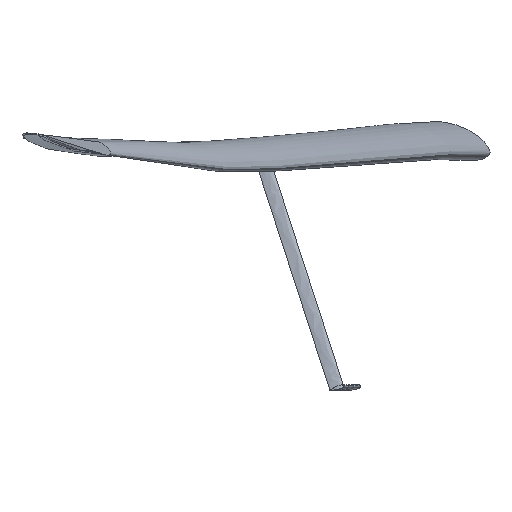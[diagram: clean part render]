
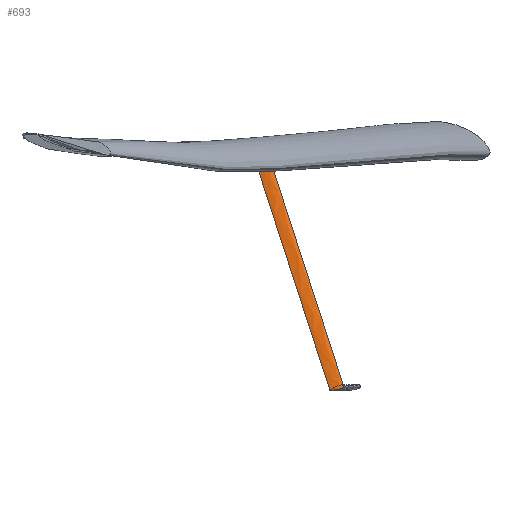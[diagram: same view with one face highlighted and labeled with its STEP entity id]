
A CAD part, left-side view. The second image highlights one B-rep face of the part: STEP entity #693.
In plain terms, the highlighted free-form (B-spline) face has degree [3, 1] with [6, 2] control points.
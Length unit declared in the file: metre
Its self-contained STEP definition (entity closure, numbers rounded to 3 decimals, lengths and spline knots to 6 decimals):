
#40=LINE('',#18741,#58);
#41=LINE('',#18771,#59);
#58=VECTOR('',#769,1.);
#59=VECTOR('',#770,1.);
#192=ORIENTED_EDGE('',*,*,#345,.F.);
#193=ORIENTED_EDGE('',*,*,#346,.T.);
#194=ORIENTED_EDGE('',*,*,#347,.T.);
#195=ORIENTED_EDGE('',*,*,#348,.F.);
#345=EDGE_CURVE('',#426,#427,#505,.T.);
#346=EDGE_CURVE('',#426,#428,#40,.T.);
#347=EDGE_CURVE('',#428,#429,#506,.T.);
#348=EDGE_CURVE('',#427,#429,#41,.T.);
#426=VERTEX_POINT('',#18739);
#427=VERTEX_POINT('',#18740);
#428=VERTEX_POINT('',#18742);
#429=VERTEX_POINT('',#18770);
#505=B_SPLINE_CURVE_WITH_KNOTS('',3,(#18712,#18713,#18714,#18715,#18716,
#18717,#18718,#18719,#18720,#18721,#18722,#18723,#18724,#18725,#18726,#18727,
#18728,#18729,#18730,#18731,#18732,#18733,#18734,#18735,#18736,#18737,#18738),
 .UNSPECIFIED.,.F.,.F.,(4,1,1,1,1,1,1,1,1,1,1,1,1,1,1,1,1,1,1,1,1,1,1,1,
4),(0.,0.001842,0.003684,0.007369,
0.011053,0.014738,0.022107,0.029476,
0.036845,0.044214,0.051583,0.058952,
0.066321,0.070005,0.07369,0.077374,
0.081059,0.084743,0.088428,0.092112,
0.095797,0.099481,0.103166,0.110535,
0.117904),.UNSPECIFIED.);
#506=B_SPLINE_CURVE_WITH_KNOTS('',3,(#18743,#18744,#18745,#18746,#18747,
#18748,#18749,#18750,#18751,#18752,#18753,#18754,#18755,#18756,#18757,#18758,
#18759,#18760,#18761,#18762,#18763,#18764,#18765,#18766,#18767,#18768,#18769),
 .UNSPECIFIED.,.F.,.F.,(4,1,1,1,1,1,1,1,1,1,1,1,1,1,1,1,1,1,1,1,1,1,1,1,
4),(0.,0.001677,0.003354,0.006708,0.010063,
0.013417,0.016771,0.020125,0.026834,
0.033542,0.040251,0.046959,0.053668,
0.060376,0.067084,0.073793,0.077147,
0.080501,0.083856,0.08721,0.090564,
0.093918,0.097272,0.100627,0.107335),
 .UNSPECIFIED.);
#555=EDGE_LOOP('',(#192,#193,#194,#195));
#605=FACE_BOUND('',#555,.T.);
#651=B_SPLINE_SURFACE_WITH_KNOTS('',3,1,((#18700,#18701),(#18702,#18703),
(#18704,#18705),(#18706,#18707),(#18708,#18709),(#18710,#18711)),
 .SURF_OF_LINEAR_EXTRUSION.,.F.,.F.,.F.,(4,1,1,4),(2,2),(0.,0.239065,
0.665873,1.),(0.000628,1.),.UNSPECIFIED.);
#693=ADVANCED_FACE('',(#605),#651,.T.);
#769=DIRECTION('',(-0.394,-0.284,-0.874));
#770=DIRECTION('',(-0.394,-0.284,-0.874));
#18700=CARTESIAN_POINT('',(0.014737,1.422565,0.045008));
#18701=CARTESIAN_POINT('',(-0.6824,0.920757,-1.499401));
#18702=CARTESIAN_POINT('',(0.010202,1.423167,0.046859));
#18703=CARTESIAN_POINT('',(-0.686934,0.921358,-1.49755));
#18704=CARTESIAN_POINT('',(0.000978,1.437108,0.046493));
#18705=CARTESIAN_POINT('',(-0.696159,0.935299,-1.497915));
#18706=CARTESIAN_POINT('',(0.007745,1.477208,0.030409));
#18707=CARTESIAN_POINT('',(-0.689392,0.9754,-1.513999));
#18708=CARTESIAN_POINT('',(0.01219,1.508498,0.018236));
#18709=CARTESIAN_POINT('',(-0.684947,1.00669,-1.526172));
#18710=CARTESIAN_POINT('',(0.014737,1.508161,0.017196));
#18711=CARTESIAN_POINT('',(-0.6824,1.006352,-1.527212));
#18712=CARTESIAN_POINT('',(0.,1.497553,-0.015451));
#18713=CARTESIAN_POINT('',(0.,1.497745,-0.01486));
#18714=CARTESIAN_POINT('',(0.,1.497897,-0.013621));
#18715=CARTESIAN_POINT('',(0.,1.49742,-0.011189));
#18716=CARTESIAN_POINT('',(0.,1.49596,-0.008465));
#18717=CARTESIAN_POINT('',(0.,1.493709,-0.005566));
#18718=CARTESIAN_POINT('',(0.,1.490401,-0.00203));
#18719=CARTESIAN_POINT('',(0.,1.485912,0.002068));
#18720=CARTESIAN_POINT('',(0.,1.480322,0.006761));
#18721=CARTESIAN_POINT('',(0.,1.474681,0.011385));
#18722=CARTESIAN_POINT('',(0.,1.469074,0.016054));
#18723=CARTESIAN_POINT('',(0.,1.463405,0.020646));
#18724=CARTESIAN_POINT('',(0.,1.457572,0.025037));
#18725=CARTESIAN_POINT('',(0.,1.452491,0.028364));
#18726=CARTESIAN_POINT('',(0.,1.448195,0.030674));
#18727=CARTESIAN_POINT('',(0.,1.444879,0.032141));
#18728=CARTESIAN_POINT('',(0.,1.441431,0.033277));
#18729=CARTESIAN_POINT('',(0.,1.437806,0.033962));
#18730=CARTESIAN_POINT('',(0.,1.434164,0.034045));
#18731=CARTESIAN_POINT('',(0.,1.430522,0.03342));
#18732=CARTESIAN_POINT('',(0.,1.427123,0.032114));
#18733=CARTESIAN_POINT('',(0.,1.423964,0.03022));
#18734=CARTESIAN_POINT('',(0.,1.421171,0.027906));
#18735=CARTESIAN_POINT('',(0.,1.41784,0.0243));
#18736=CARTESIAN_POINT('',(0.,1.414579,0.019226));
#18737=CARTESIAN_POINT('',(0.,1.412712,0.014683));
#18738=CARTESIAN_POINT('',(0.,1.411958,0.012361));
#18739=CARTESIAN_POINT('',(0.,1.497553,-0.015451));
#18740=CARTESIAN_POINT('',(0.,1.411958,0.012361));
#18741=CARTESIAN_POINT('',(0.015175,1.508476,0.018166));
#18742=CARTESIAN_POINT('',(-0.6725,1.013478,-1.505281));
#18743=CARTESIAN_POINT('',(-0.6725,1.013478,-1.505281));
#18744=CARTESIAN_POINT('',(-0.672972,1.013382,-1.505577));
#18745=CARTESIAN_POINT('',(-0.673877,1.012821,-1.506022));
#18746=CARTESIAN_POINT('',(-0.675245,1.01107,-1.5064));
#18747=CARTESIAN_POINT('',(-0.676466,1.008569,-1.506434));
#18748=CARTESIAN_POINT('',(-0.677627,1.005482,-1.506235));
#18749=CARTESIAN_POINT('',(-0.678625,1.002329,-1.505902));
#18750=CARTESIAN_POINT('',(-0.679519,0.999171,-1.505496));
#18751=CARTESIAN_POINT('',(-0.680626,0.994944,-1.50489));
#18752=CARTESIAN_POINT('',(-0.681908,0.989648,-1.504057));
#18753=CARTESIAN_POINT('',(-0.683399,0.983286,-1.503022));
#18754=CARTESIAN_POINT('',(-0.684919,0.976928,-1.50201));
#18755=CARTESIAN_POINT('',(-0.686401,0.970563,-1.500968));
#18756=CARTESIAN_POINT('',(-0.687764,0.964201,-1.499846));
#18757=CARTESIAN_POINT('',(-0.688914,0.957847,-1.498578));
#18758=CARTESIAN_POINT('',(-0.689717,0.951498,-1.497072));
#18759=CARTESIAN_POINT('',(-0.689936,0.946236,-1.495514));
#18760=CARTESIAN_POINT('',(-0.689644,0.942006,-1.493937));
#18761=CARTESIAN_POINT('',(-0.689124,0.938962,-1.492588));
#18762=CARTESIAN_POINT('',(-0.688243,0.936094,-1.491045));
#18763=CARTESIAN_POINT('',(-0.686928,0.933485,-1.489286));
#18764=CARTESIAN_POINT('',(-0.68522,0.931277,-1.487386));
#18765=CARTESIAN_POINT('',(-0.683124,0.92951,-1.485359));
#18766=CARTESIAN_POINT('',(-0.68074,0.92828,-1.483308));
#18767=CARTESIAN_POINT('',(-0.677228,0.927363,-1.480577));
#18768=CARTESIAN_POINT('',(-0.674398,0.927496,-1.478659));
#18769=CARTESIAN_POINT('',(-0.6725,0.927883,-1.477469));
#18770=CARTESIAN_POINT('',(-0.6725,0.927883,-1.477469));
#18771=CARTESIAN_POINT('',(0.015175,1.422881,0.045978));
